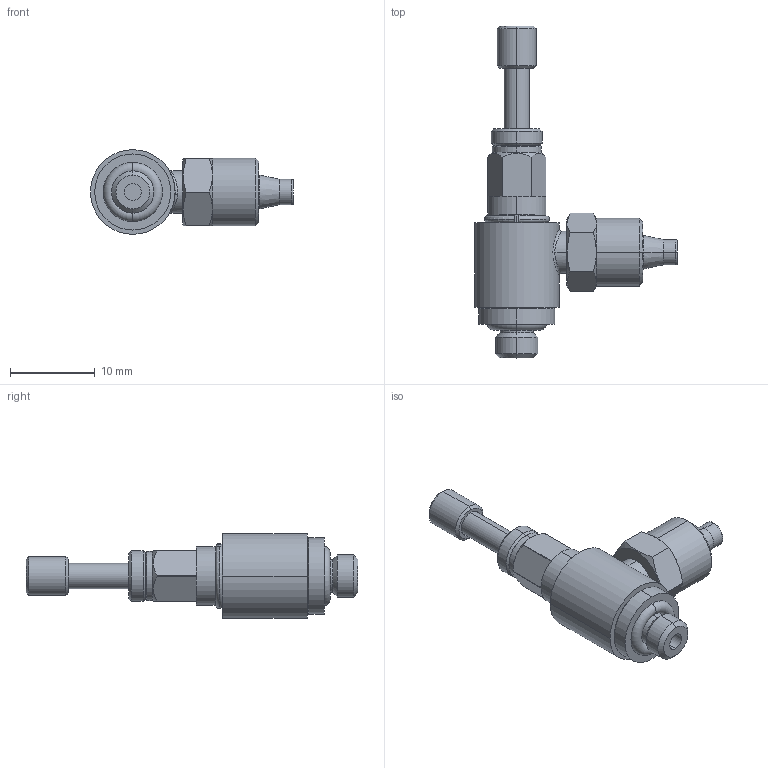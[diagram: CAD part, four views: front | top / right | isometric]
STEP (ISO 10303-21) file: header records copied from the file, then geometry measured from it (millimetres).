
FILE_DESCRIPTION (( 'STEP AP203' ), '1' );
FILE_NAME ('04320B20.STEP', '2010-04-21T08:49:52', ( '' ), ( 'sopra-pneumatic' ), 'SwSTEP 2.0', 'SolidWorks 2009', '' );
FILE_SCHEMA (( 'CONFIG_CONTROL_DESIGN' ));
Length unit declared in the file: millimetre
Products named in the file (1): 04320B20
Bounding box: 24 x 39.25 x 10 mm (x, y, z)
Volume: 1968.5 mm3; surface area: 1484.7 mm2
Topology: 2 solids, 2 shells, 112 faces, 245 edges, 150 vertices
Faces by surface type: plane 36, cylinder 34, cone 34, torus 6, bspline 2
Entity records: 4057 total; most frequent: CARTESIAN_POINT 1509, DIRECTION 545, ORIENTED_EDGE 490, EDGE_CURVE 245, AXIS2_PLACEMENT_3D 229, VERTEX_POINT 150, EDGE_LOOP 125, CIRCLE 118
